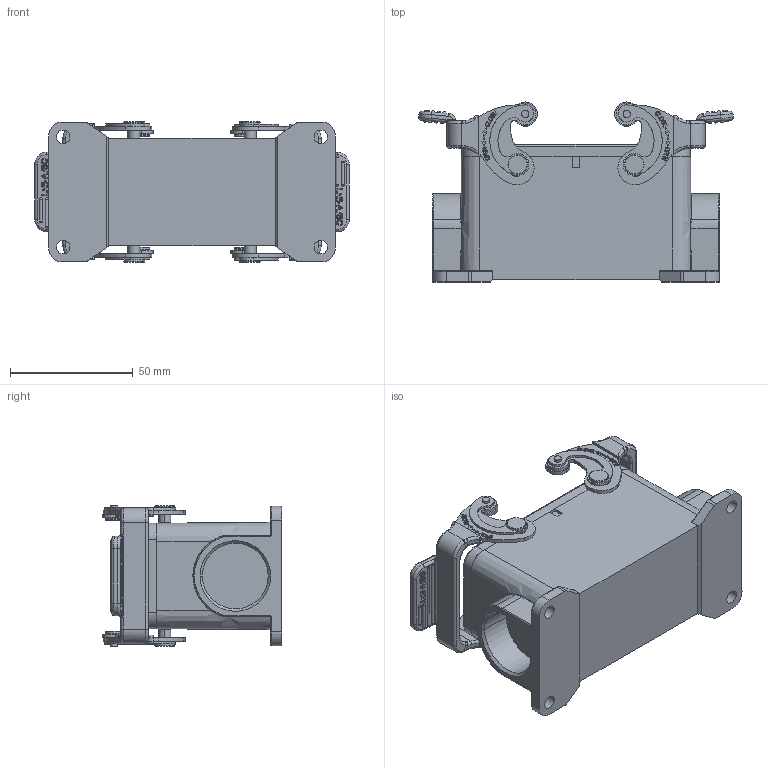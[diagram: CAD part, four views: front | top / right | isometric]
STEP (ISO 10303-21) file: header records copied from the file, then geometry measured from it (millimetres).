
FILE_DESCRIPTION((''),'2;1');
FILE_NAME('PRT0411','2017-09-29T',('dm.li'),(''),'PRO/ENGINEER BY PARAMETRIC TECHNOLOGY CORPORATION, 2012480','PRO/ENGINEER BY PARAMETRIC TECHNOLOGY CORPORATION, 2012480','');
FILE_SCHEMA(('AUTOMOTIVE_DESIGN { 1 0 10303 214 1 1 1 1 }'));
Products named in the file (1): PRT0411
Bounding box: 128.26 x 73.33 x 57.5 mm (x, y, z)
Volume: 100658.8 mm3; surface area: 57480.8 mm2
Topology: 1 solids, 5 shells, 1565 faces, 4125 edges, 2697 vertices
Faces by surface type: plane 722, cylinder 401, extrusion 160, torus 102, bspline 84, cone 56, sphere 40
Entity records: 62787 total; most frequent: CARTESIAN_POINT 16111, ORIENTED_EDGE 8198, DIRECTION 7469, EDGE_CURVE 4107, VERTEX_POINT 2697, AXIS2_PLACEMENT_3D 2547, VECTOR 2375, LINE 2215
